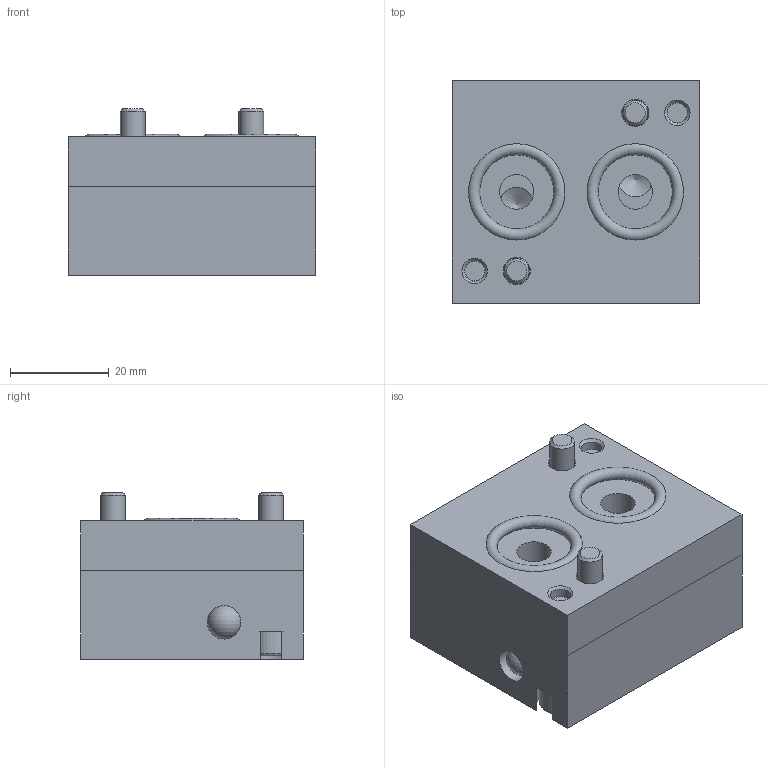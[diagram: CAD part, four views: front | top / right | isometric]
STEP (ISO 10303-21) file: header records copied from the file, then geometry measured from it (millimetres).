
FILE_DESCRIPTION( ( 'Unknown' ), '1' );
FILE_NAME( 'ZPN 701 90.stp', 'Unknown', ( 'Unknown' ), ( 'Unknown' ), 'PSStep 17.0.49', 'Unknown', ' ' );
FILE_SCHEMA( ( 'AUTOMOTIVE_DESIGN { 1 0 10303 214 1 1 1 1 }' ) );
Length unit declared in the file: millimetre
Products named in the file (11): Assem1; -oa0
Assembly tree (10 placements, depth 2):
  Assem1
    -oa0
    -oa0
    -oa0
    -oa0
    -oa0
    -oa0
    -oa0
    -oa0
    -oa0
    -oa0
Bounding box: 50 x 45 x 33.7 mm (x, y, z)
Volume: 56209 mm3; surface area: 21474.8 mm2
Topology: 10 solids, 10 shells, 164 faces, 400 edges, 264 vertices
Faces by surface type: plane 68, cylinder 42, cone 42, torus 10, sphere 2
Full cylindrical faces by diameter (mm): 4.019 x4, 4.134 x6, 5 x8, 5.5 x4, 6.8 x2, 7 x4, 8 x2, 8.5 x4, 10 x2, 19.5 x4
Entity records: 5568 total; most frequent: CARTESIAN_POINT 1241, DIRECTION 726, ORIENTED_EDGE 576, AXIS2_PLACEMENT_3D 299, EDGE_CURVE 288, EDGE_LOOP 268, VERTEX_POINT 238, FACE_OUTER_BOUND 208
